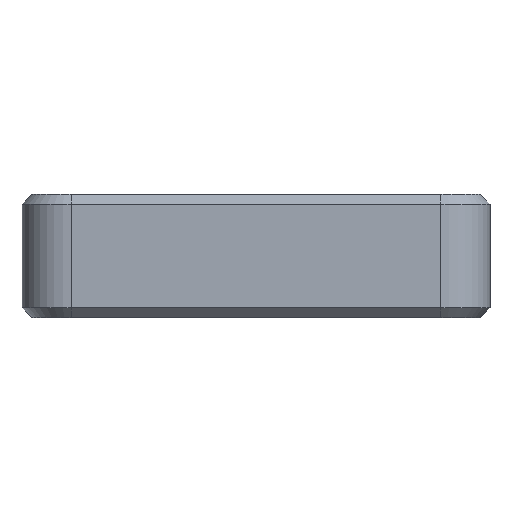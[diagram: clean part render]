
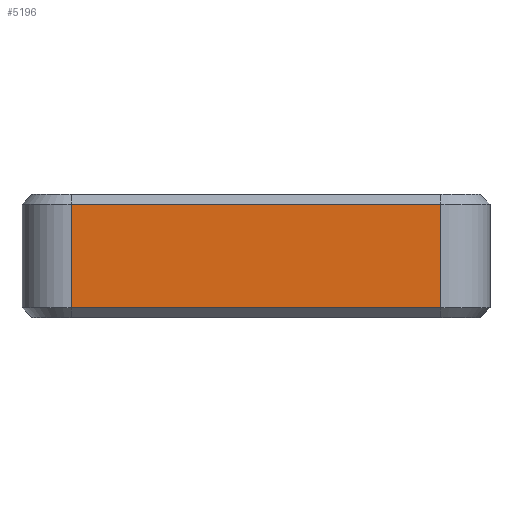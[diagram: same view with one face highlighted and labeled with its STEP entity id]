
A CAD part, front view. The second image highlights one B-rep face of the part: STEP entity #5196.
In plain terms, the highlighted planar face has unit normal (0, -1, 0).
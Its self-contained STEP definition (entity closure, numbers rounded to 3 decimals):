
#691=ORIENTED_EDGE('',*,*,#2185,.T.);
#692=ORIENTED_EDGE('',*,*,#2186,.T.);
#693=ORIENTED_EDGE('',*,*,#2187,.T.);
#694=ORIENTED_EDGE('',*,*,#2188,.T.);
#2185=EDGE_CURVE('',#2932,#2933,#3222,.F.);
#2186=EDGE_CURVE('',#2933,#2934,#3223,.T.);
#2187=EDGE_CURVE('',#2934,#2935,#3224,.T.);
#2188=EDGE_CURVE('',#2935,#2932,#3225,.T.);
#2932=VERTEX_POINT('',#8372);
#2933=VERTEX_POINT('',#8373);
#2934=VERTEX_POINT('',#8375);
#2935=VERTEX_POINT('',#8377);
#3222=LINE('',#8371,#3640);
#3223=LINE('',#8374,#3641);
#3224=LINE('',#8376,#3642);
#3225=LINE('',#8378,#3643);
#3640=VECTOR('',#6051,1000.);
#3641=VECTOR('',#6052,1000.);
#3642=VECTOR('',#6053,1000.);
#3643=VECTOR('',#6054,1000.);
#4095=EDGE_LOOP('',(#691,#692,#693,#694));
#4547=FACE_BOUND('',#4095,.T.);
#4950=PLANE('',#5583);
#5196=ADVANCED_FACE('',(#4547),#4950,.T.);
#5583=AXIS2_PLACEMENT_3D('',#8370,#6049,#6050);
#6049=DIRECTION('',(0.,-1.,0.));
#6050=DIRECTION('',(0.,0.,-1.));
#6051=DIRECTION('',(0.,0.,1.));
#6052=DIRECTION('',(1.,0.,0.));
#6053=DIRECTION('',(0.,0.,1.));
#6054=DIRECTION('',(-1.,0.,0.));
#8370=CARTESIAN_POINT('',(-50.,-27.5,-93.847));
#8371=CARTESIAN_POINT('',(-35.,-27.5,-93.847));
#8372=CARTESIAN_POINT('',(-35.,-27.5,23.));
#8373=CARTESIAN_POINT('',(-35.,-27.5,2.));
#8374=CARTESIAN_POINT('',(40.,-27.5,2.));
#8375=CARTESIAN_POINT('',(40.,-27.5,2.));
#8376=CARTESIAN_POINT('',(40.,-27.5,25.));
#8377=CARTESIAN_POINT('',(40.,-27.5,23.));
#8378=CARTESIAN_POINT('',(-50.,-27.5,23.));
